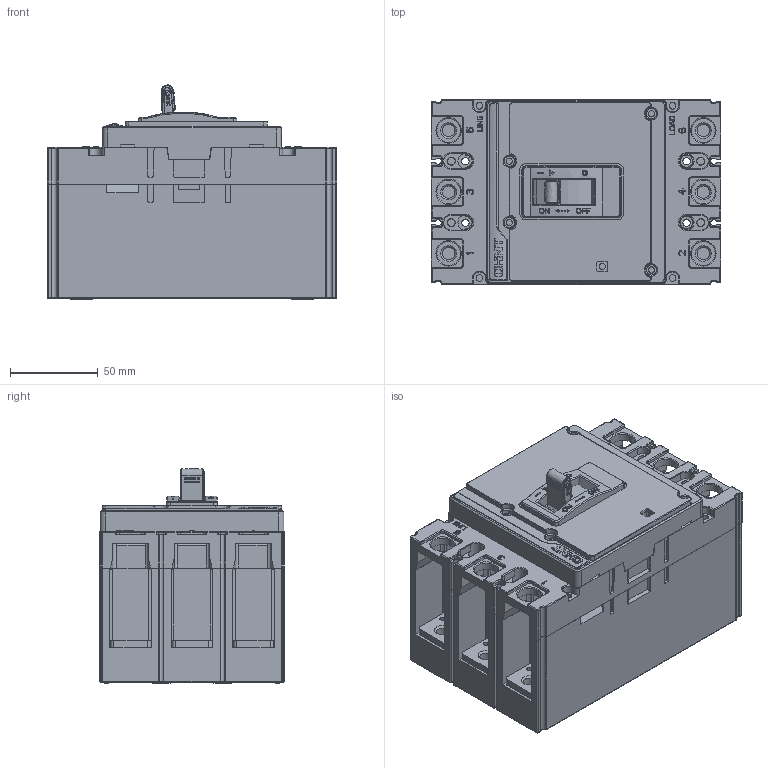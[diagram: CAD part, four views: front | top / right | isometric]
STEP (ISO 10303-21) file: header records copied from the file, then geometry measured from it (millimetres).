
FILE_DESCRIPTION(/* description */ (''),/* implementation_level */ '2;1');
FILE_NAME(/* name */ '320H-3P.stp',/* time_stamp */ '2017-04-14T13:24:23+08:00',/* author */ (''),/* organization */ (''),/* preprocessor_version */ 'ST-DEVELOPER v11',/* originating_system */ 'SIEMENS PLM Software NX 7.5',/* authorisation */ '');
FILE_SCHEMA (('CONFIG_CONTROL_DESIGN'));
Products named in the file (1): 320H-3P
Bounding box: 165 x 105 x 121.96 mm (x, y, z)
Volume: 1125256.6 mm3; surface area: 329120.7 mm2
Topology: 10 solids, 15 shells, 4150 faces, 11282 edges, 7149 vertices
Faces by surface type: plane 2511, cylinder 1048, extrusion 183, sphere 164, torus 110, cone 84, bspline 50
Full cylindrical faces by diameter (mm): 1.6 x1, 1.8 x2, 2 x2, 3 x13, 3.5 x9, 3.8 x8, 4 x22, 4.2 x4, 4.3 x4, 4.5 x4, 4.91 x6, 5.5 x3, 5.8 x4, 6.5 x4, 7 x18, 7.5 x14, 8 x2, 8.5 x4, 9 x3, 10 x6, 13 x12, 13.5 x6
Entity records: 161674 total; most frequent: CARTESIAN_POINT 59418, ORIENTED_EDGE 21568, DIRECTION 20243, EDGE_CURVE 10784, VECTOR 7521, LINE 7338, VERTEX_POINT 7031, AXIS2_PLACEMENT_3D 6361
